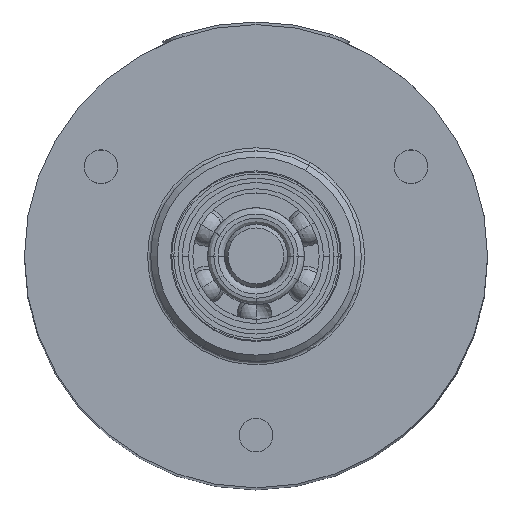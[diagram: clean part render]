
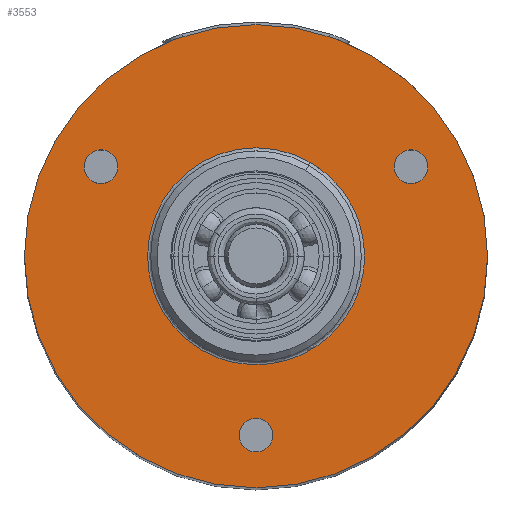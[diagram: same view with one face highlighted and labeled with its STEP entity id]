
A CAD part, top view. The second image highlights one B-rep face of the part: STEP entity #3553.
In plain terms, the highlighted planar face has unit normal (0, 0, 1).
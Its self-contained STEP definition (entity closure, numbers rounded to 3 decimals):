
#286=CARTESIAN_POINT('',(0.,0.,58.5));
#287=DIRECTION('',(0.,0.,-1.));
#288=DIRECTION('',(-0.5,-0.866,0.));
#289=AXIS2_PLACEMENT_3D('',#286,#287,#288);
#291=CARTESIAN_POINT('',(0.,0.,58.5));
#292=DIRECTION('',(0.,0.,-1.));
#293=DIRECTION('',(0.5,0.866,0.));
#294=AXIS2_PLACEMENT_3D('',#291,#292,#293);
#296=CARTESIAN_POINT('',(-2.575,-4.46,58.5));
#297=CARTESIAN_POINT('',(-2.084,-4.737,58.5));
#298=CARTESIAN_POINT('',(-1.081,-5.124,58.5));
#299=CARTESIAN_POINT('',(0.572,-5.204,58.5));
#300=CARTESIAN_POINT('',(2.125,-4.781,58.5));
#301=CARTESIAN_POINT('',(3.487,-3.904,58.5));
#302=CARTESIAN_POINT('',(4.524,-2.635,58.5));
#303=CARTESIAN_POINT('',(5.115,-1.11,58.5));
#304=CARTESIAN_POINT('',(5.208,0.511,58.5));
#305=CARTESIAN_POINT('',(4.803,2.084,58.5));
#306=CARTESIAN_POINT('',(3.904,3.5,58.499));
#307=CARTESIAN_POINT('',(3.056,4.162,58.502));
#308=CARTESIAN_POINT('',(2.569,4.449,58.502));
#310=CARTESIAN_POINT('',(0.,0.,
58.5));
#311=DIRECTION('',(0.,0.,1.));
#312=DIRECTION('',(0.5,0.866,0.));
#313=AXIS2_PLACEMENT_3D('',#310,#311,#312);
#315=CARTESIAN_POINT('',(-7.361,4.25,58.5));
#316=DIRECTION('',(0.,0.,1.));
#317=DIRECTION('',(0.5,0.866,0.));
#318=AXIS2_PLACEMENT_3D('',#315,#316,#317);
#320=CARTESIAN_POINT('',(-7.361,4.25,58.5));
#321=DIRECTION('',(0.,0.,1.));
#322=DIRECTION('',(-0.5,-0.866,0.));
#323=AXIS2_PLACEMENT_3D('',#320,#321,#322);
#325=CARTESIAN_POINT('',(7.361,4.25,58.5));
#326=DIRECTION('',(0.,0.,1.));
#327=DIRECTION('',(0.5,0.866,0.));
#328=AXIS2_PLACEMENT_3D('',#325,#326,#327);
#330=CARTESIAN_POINT('',(7.361,4.25,58.5));
#331=DIRECTION('',(0.,0.,1.));
#332=DIRECTION('',(-0.5,-0.866,0.));
#333=AXIS2_PLACEMENT_3D('',#330,#331,#332);
#335=CARTESIAN_POINT('',(0.,-8.5,58.5));
#336=DIRECTION('',(0.,0.,1.));
#337=DIRECTION('',(0.5,0.866,0.));
#338=AXIS2_PLACEMENT_3D('',#335,#336,#337);
#340=CARTESIAN_POINT('',(0.,-8.5,58.5));
#341=DIRECTION('',(0.,0.,1.));
#342=DIRECTION('',(-0.5,-0.866,0.));
#343=AXIS2_PLACEMENT_3D('',#340,#341,#342);
#2668=CARTESIAN_POINT('',(-5.5,-9.526,58.5));
#2669=CARTESIAN_POINT('',(5.5,9.526,58.5));
#2670=VERTEX_POINT('',#2668);
#2671=VERTEX_POINT('',#2669);
#2672=VERTEX_POINT('',#296);
#2673=VERTEX_POINT('',#308);
#2674=CARTESIAN_POINT('',(-6.961,4.943,58.5));
#2675=CARTESIAN_POINT('',(-7.761,3.557,58.5));
#2676=VERTEX_POINT('',#2674);
#2677=VERTEX_POINT('',#2675);
#2678=CARTESIAN_POINT('',(7.761,4.943,58.5));
#2679=CARTESIAN_POINT('',(6.961,3.557,58.5));
#2680=VERTEX_POINT('',#2678);
#2681=VERTEX_POINT('',#2679);
#2682=CARTESIAN_POINT('',(0.4,-7.807,58.5));
#2683=CARTESIAN_POINT('',(-0.4,-9.193,58.5));
#2684=VERTEX_POINT('',#2682);
#2685=VERTEX_POINT('',#2683);
#3520=CARTESIAN_POINT('',(0.,0.,58.5));
#3521=DIRECTION('',(0.,0.,1.));
#3522=DIRECTION('',(0.5,0.866,0.));
#3523=AXIS2_PLACEMENT_3D('',#3520,#3521,#3522);
#3524=PLANE('',#3523);
#3525=ORIENTED_EDGE('',*,*,#3472,.T.);
#3526=ORIENTED_EDGE('',*,*,#3513,.T.);
#3527=EDGE_LOOP('',(#3525,#3526));
#3528=FACE_OUTER_BOUND('',#3527,.F.);
#3530=ORIENTED_EDGE('',*,*,#3529,.T.);
#3532=ORIENTED_EDGE('',*,*,#3531,.T.);
#3533=EDGE_LOOP('',(#3530,#3532));
#3534=FACE_BOUND('',#3533,.F.);
#3536=ORIENTED_EDGE('',*,*,#3535,.T.);
#3538=ORIENTED_EDGE('',*,*,#3537,.T.);
#3539=EDGE_LOOP('',(#3536,#3538));
#3540=FACE_BOUND('',#3539,.F.);
#3542=ORIENTED_EDGE('',*,*,#3541,.T.);
#3544=ORIENTED_EDGE('',*,*,#3543,.T.);
#3545=EDGE_LOOP('',(#3542,#3544));
#3546=FACE_BOUND('',#3545,.F.);
#3548=ORIENTED_EDGE('',*,*,#3547,.T.);
#3550=ORIENTED_EDGE('',*,*,#3549,.T.);
#3551=EDGE_LOOP('',(#3548,#3550));
#3552=FACE_BOUND('',#3551,.F.);
#3553=ADVANCED_FACE('',(#3528,#3534,#3540,#3546,#3552),#3524,.T.);
#290=CIRCLE('',#289,11.);
#295=CIRCLE('',#294,11.);
#309=B_SPLINE_CURVE_WITH_KNOTS('',3,(#296,#297,#298,#299,#300,#301,#302,#303,
#304,#305,#306,#307,#308),.UNSPECIFIED.,.F.,.F.,(4,1,1,1,1,1,1,1,1,1,4),(0.,
0.1,0.2,0.3,0.4,0.5,0.6,0.7,0.8,0.9,1.),.UNSPECIFIED.);
#314=CIRCLE('',#313,5.15);
#319=CIRCLE('',#318,0.8);
#324=CIRCLE('',#323,0.8);
#329=CIRCLE('',#328,0.8);
#334=CIRCLE('',#333,0.8);
#339=CIRCLE('',#338,0.8);
#344=CIRCLE('',#343,0.8);
#3472=EDGE_CURVE('',#2670,#2671,#290,.T.);
#3513=EDGE_CURVE('',#2671,#2670,#295,.T.);
#3529=EDGE_CURVE('',#2672,#2673,#309,.T.);
#3531=EDGE_CURVE('',#2673,#2672,#314,.T.);
#3535=EDGE_CURVE('',#2676,#2677,#319,.T.);
#3537=EDGE_CURVE('',#2677,#2676,#324,.T.);
#3541=EDGE_CURVE('',#2680,#2681,#329,.T.);
#3543=EDGE_CURVE('',#2681,#2680,#334,.T.);
#3547=EDGE_CURVE('',#2684,#2685,#339,.T.);
#3549=EDGE_CURVE('',#2685,#2684,#344,.T.);
